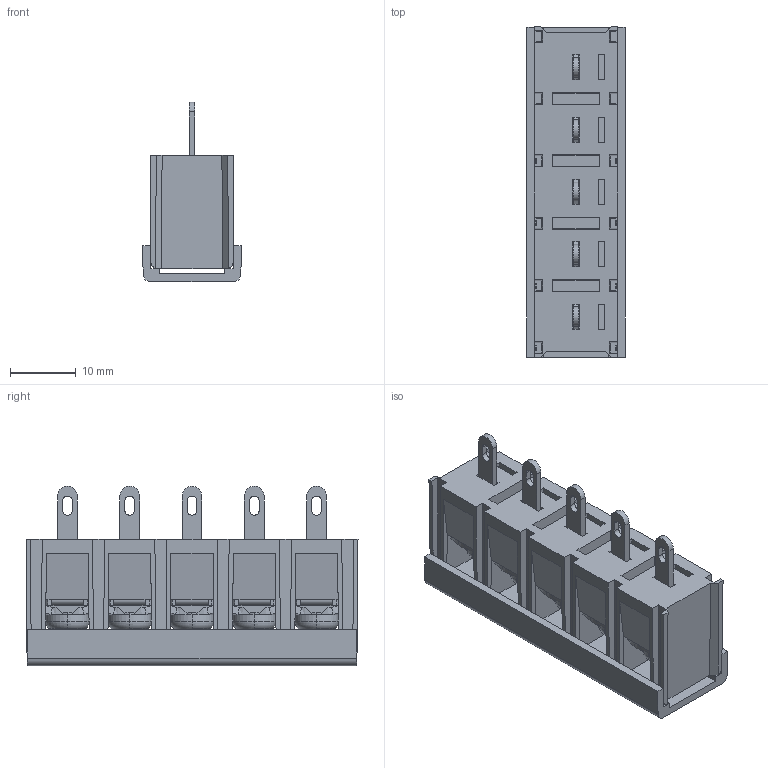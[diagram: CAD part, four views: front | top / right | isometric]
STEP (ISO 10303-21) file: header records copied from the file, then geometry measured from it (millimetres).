
FILE_DESCRIPTION((''),'2;1');
FILE_NAME('DG48H-B-05P-13-00A_H__ASM','2022-02-11T',('Administrator'),(''),'PRO/ENGINEER BY PARAMETRIC TECHNOLOGY CORPORATION, 2010280','PRO/ENGINEER BY PARAMETRIC TECHNOLOGY CORPORATION, 2010280','');
FILE_SCHEMA(('CONFIG_CONTROL_DESIGN'));
Products named in the file (1): DG48H-B-05P-13-00A_H__ASM
Bounding box: 15 x 50.62 x 27.4 mm (x, y, z)
Volume: 6857 mm3; surface area: 12298.7 mm2
Topology: 1 solids, 1 shells, 1473 faces, 4306 edges, 2723 vertices
Faces by surface type: plane 1009, cylinder 233, bspline 180, torus 51
Entity records: 70160 total; most frequent: CARTESIAN_POINT 32710, ORIENTED_EDGE 8572, DIRECTION 6589, EDGE_CURVE 4286, VECTOR 3099, LINE 3099, VERTEX_POINT 2723, AXIS2_PLACEMENT_3D 1745
